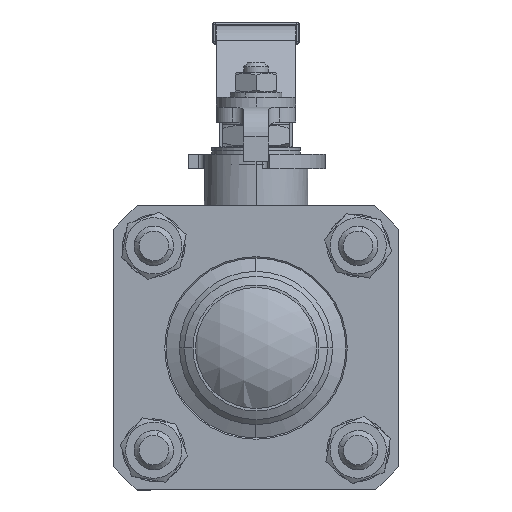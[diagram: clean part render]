
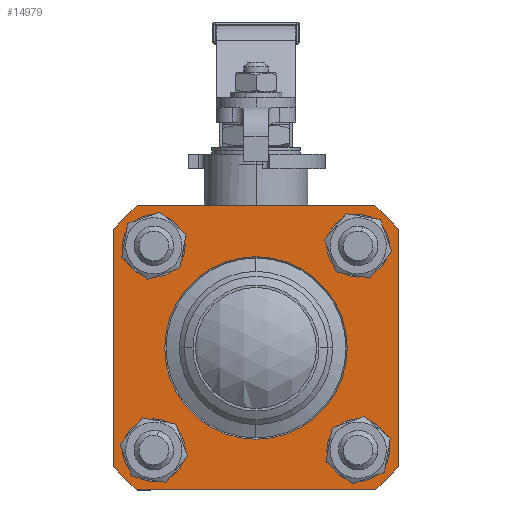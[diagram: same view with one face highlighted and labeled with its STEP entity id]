
A CAD part, left-side view. The second image highlights one B-rep face of the part: STEP entity #14979.
In plain terms, the highlighted planar face has unit normal (-1, 0, 0).
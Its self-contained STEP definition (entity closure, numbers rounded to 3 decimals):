
#2841=CARTESIAN_POINT('',(-13.,-41.366,-32.366));
#2842=VERTEX_POINT('',#2841);
#2851=CARTESIAN_POINT('',(-13.,-41.366,-50.366));
#2852=VERTEX_POINT('',#2851);
#2853=CARTESIAN_POINT('',(-13.,-41.366,-41.366));
#2854=DIRECTION('',(1.0,0.0,0.0));
#2855=DIRECTION('',(0.0,0.0,1.0));
#2856=AXIS2_PLACEMENT_3D('',#2853,#2854,#2855);
#2857=CIRCLE('',#2856,9.0);
#2858=EDGE_CURVE('',#2852,#2842,#2857,.T.);
#2890=CARTESIAN_POINT('',(-13.,41.366,50.366));
#2891=VERTEX_POINT('',#2890);
#2900=CARTESIAN_POINT('',(-13.,41.366,32.366));
#2901=VERTEX_POINT('',#2900);
#2902=CARTESIAN_POINT('',(-13.,41.366,41.366));
#2903=DIRECTION('',(1.0,0.0,0.0));
#2904=DIRECTION('',(0.0,0.0,1.0));
#2905=AXIS2_PLACEMENT_3D('',#2902,#2903,#2904);
#2906=CIRCLE('',#2905,9.0);
#2907=EDGE_CURVE('',#2901,#2891,#2906,.T.);
#2932=CARTESIAN_POINT('',(-13.,41.366,-32.366));
#2933=VERTEX_POINT('',#2932);
#2942=CARTESIAN_POINT('',(-13.,41.366,-50.366));
#2943=VERTEX_POINT('',#2942);
#2944=CARTESIAN_POINT('',(-13.,41.366,-41.366));
#2945=DIRECTION('',(1.0,0.0,0.0));
#2946=DIRECTION('',(0.0,0.0,1.0));
#2947=AXIS2_PLACEMENT_3D('',#2944,#2945,#2946);
#2948=CIRCLE('',#2947,9.0);
#2949=EDGE_CURVE('',#2943,#2933,#2948,.T.);
#2974=CARTESIAN_POINT('',(-13.,-41.366,50.366));
#2975=VERTEX_POINT('',#2974);
#2984=CARTESIAN_POINT('',(-13.,-41.366,32.366));
#2985=VERTEX_POINT('',#2984);
#2986=CARTESIAN_POINT('',(-13.,-41.366,41.366));
#2987=DIRECTION('',(1.0,0.0,0.0));
#2988=DIRECTION('',(0.0,0.0,1.0));
#2989=AXIS2_PLACEMENT_3D('',#2986,#2987,#2988);
#2990=CIRCLE('',#2989,9.0);
#2991=EDGE_CURVE('',#2985,#2975,#2990,.T.);
#3023=CARTESIAN_POINT('',(-13.,0.,36.959));
#3024=VERTEX_POINT('',#3023);
#3031=CARTESIAN_POINT('',(-13.,0.,-36.959));
#3032=VERTEX_POINT('',#3031);
#3033=CARTESIAN_POINT('',(-13.,0.,0.));
#3034=DIRECTION('',(1.0,0.0,0.0));
#3035=DIRECTION('',(0.0,0.0,1.0));
#3036=AXIS2_PLACEMENT_3D('',#3033,#3034,#3035);
#3037=CIRCLE('',#3036,36.959);
#3038=EDGE_CURVE('',#3032,#3024,#3037,.T.);
#14710=CARTESIAN_POINT('',(-13.,0.,0.));
#14711=DIRECTION('',(1.0,0.0,0.0));
#14712=DIRECTION('',(0.0,0.0,1.0));
#14713=AXIS2_PLACEMENT_3D('',#14710,#14711,#14712);
#14714=CIRCLE('',#14713,36.959);
#14715=EDGE_CURVE('',#3024,#3032,#14714,.T.);
#14728=CARTESIAN_POINT('',(-13.,-41.366,41.366));
#14729=DIRECTION('',(1.0,0.0,0.0));
#14730=DIRECTION('',(0.0,0.0,1.0));
#14731=AXIS2_PLACEMENT_3D('',#14728,#14729,#14730);
#14732=CIRCLE('',#14731,9.0);
#14733=EDGE_CURVE('',#2975,#2985,#14732,.T.);
#14747=CARTESIAN_POINT('',(-13.,41.366,-41.366));
#14748=DIRECTION('',(1.0,0.0,0.0));
#14749=DIRECTION('',(0.0,0.0,1.0));
#14750=AXIS2_PLACEMENT_3D('',#14747,#14748,#14749);
#14751=CIRCLE('',#14750,9.0);
#14752=EDGE_CURVE('',#2933,#2943,#14751,.T.);
#14766=CARTESIAN_POINT('',(-13.,41.366,41.366));
#14767=DIRECTION('',(1.0,0.0,0.0));
#14768=DIRECTION('',(0.0,0.0,1.0));
#14769=AXIS2_PLACEMENT_3D('',#14766,#14767,#14768);
#14770=CIRCLE('',#14769,9.0);
#14771=EDGE_CURVE('',#2891,#2901,#14770,.T.);
#14784=CARTESIAN_POINT('',(-13.,-41.366,-41.366));
#14785=DIRECTION('',(1.0,0.0,0.0));
#14786=DIRECTION('',(0.0,0.0,1.0));
#14787=AXIS2_PLACEMENT_3D('',#14784,#14785,#14786);
#14788=CIRCLE('',#14787,9.0);
#14789=EDGE_CURVE('',#2842,#2852,#14788,.T.);
#14800=CARTESIAN_POINT('',(-13.,57.5,-48.153));
#14801=VERTEX_POINT('',#14800);
#14808=CARTESIAN_POINT('',(-13.,57.5,48.153));
#14809=VERTEX_POINT('',#14808);
#14810=CARTESIAN_POINT('',(-13.,57.5,48.153));
#14811=DIRECTION('',(0.0,0.0,-1.0));
#14812=VECTOR('',#14811,96.307);
#14813=LINE('',#14810,#14812);
#14814=EDGE_CURVE('',#14809,#14801,#14813,.T.);
#14831=CARTESIAN_POINT('',(-13.,48.153,-57.5));
#14832=VERTEX_POINT('',#14831);
#14839=CARTESIAN_POINT('',(-13.,0.,0.));
#14840=DIRECTION('',(1.0,0.0,0.0));
#14841=DIRECTION('',(0.0,0.0,1.0));
#14842=AXIS2_PLACEMENT_3D('',#14839,#14840,#14841);
#14843=CIRCLE('',#14842,75.0);
#14844=EDGE_CURVE('',#14832,#14801,#14843,.T.);
#14856=CARTESIAN_POINT('',(-13.,-48.153,-57.5));
#14857=VERTEX_POINT('',#14856);
#14864=CARTESIAN_POINT('',(-13.,48.153,-57.5));
#14865=DIRECTION('',(0.0,-1.0,0.0));
#14866=VECTOR('',#14865,96.307);
#14867=LINE('',#14864,#14866);
#14868=EDGE_CURVE('',#14832,#14857,#14867,.T.);
#14880=CARTESIAN_POINT('',(-13.,-57.5,-48.153));
#14881=VERTEX_POINT('',#14880);
#14888=CARTESIAN_POINT('',(-13.,0.,0.));
#14889=DIRECTION('',(1.0,0.0,0.0));
#14890=DIRECTION('',(0.0,0.0,1.0));
#14891=AXIS2_PLACEMENT_3D('',#14888,#14889,#14890);
#14892=CIRCLE('',#14891,75.0);
#14893=EDGE_CURVE('',#14881,#14857,#14892,.T.);
#14905=CARTESIAN_POINT('',(-13.,-57.5,48.153));
#14906=VERTEX_POINT('',#14905);
#14913=CARTESIAN_POINT('',(-13.,-57.5,-48.153));
#14914=DIRECTION('',(0.0,0.0,1.0));
#14915=VECTOR('',#14914,96.307);
#14916=LINE('',#14913,#14915);
#14917=EDGE_CURVE('',#14881,#14906,#14916,.T.);
#14923=CARTESIAN_POINT('',(-13.,0.,55.979));
#14924=DIRECTION('',(-1.0,0.0,0.0));
#14925=DIRECTION('',(0.0,-1.0,0.0));
#14926=AXIS2_PLACEMENT_3D('',#14923,#14924,#14925);
#14927=PLANE('',#14926);
#14928=ORIENTED_EDGE('',*,*,#14814,.T.);
#14929=ORIENTED_EDGE('',*,*,#14844,.F.);
#14930=ORIENTED_EDGE('',*,*,#14868,.T.);
#14931=ORIENTED_EDGE('',*,*,#14893,.F.);
#14932=ORIENTED_EDGE('',*,*,#14917,.T.);
#14933=CARTESIAN_POINT('',(-13.,-48.153,57.5));
#14934=VERTEX_POINT('',#14933);
#14935=CARTESIAN_POINT('',(-13.,0.,0.));
#14936=DIRECTION('',(1.0,0.0,0.0));
#14937=DIRECTION('',(0.0,0.0,1.0));
#14938=AXIS2_PLACEMENT_3D('',#14935,#14936,#14937);
#14939=CIRCLE('',#14938,75.0);
#14940=EDGE_CURVE('',#14934,#14906,#14939,.T.);
#14941=ORIENTED_EDGE('',*,*,#14940,.F.);
#14942=CARTESIAN_POINT('',(-13.,48.153,57.5));
#14943=VERTEX_POINT('',#14942);
#14944=CARTESIAN_POINT('',(-13.,-48.153,57.5));
#14945=DIRECTION('',(0.0,1.0,0.0));
#14946=VECTOR('',#14945,96.307);
#14947=LINE('',#14944,#14946);
#14948=EDGE_CURVE('',#14934,#14943,#14947,.T.);
#14949=ORIENTED_EDGE('',*,*,#14948,.T.);
#14950=CARTESIAN_POINT('',(-13.,0.,0.));
#14951=DIRECTION('',(1.0,0.0,0.0));
#14952=DIRECTION('',(0.0,0.0,1.0));
#14953=AXIS2_PLACEMENT_3D('',#14950,#14951,#14952);
#14954=CIRCLE('',#14953,75.0);
#14955=EDGE_CURVE('',#14809,#14943,#14954,.T.);
#14956=ORIENTED_EDGE('',*,*,#14955,.F.);
#14957=EDGE_LOOP('',(#14928,#14929,#14930,#14931,#14932,#14941,#14949,#14956));
#14958=FACE_OUTER_BOUND('',#14957,.T.);
#14959=ORIENTED_EDGE('',*,*,#2991,.T.);
#14960=ORIENTED_EDGE('',*,*,#14733,.T.);
#14961=EDGE_LOOP('',(#14959,#14960));
#14962=FACE_BOUND('',#14961,.T.);
#14963=ORIENTED_EDGE('',*,*,#2949,.T.);
#14964=ORIENTED_EDGE('',*,*,#14752,.T.);
#14965=EDGE_LOOP('',(#14963,#14964));
#14966=FACE_BOUND('',#14965,.T.);
#14967=ORIENTED_EDGE('',*,*,#2907,.T.);
#14968=ORIENTED_EDGE('',*,*,#14771,.T.);
#14969=EDGE_LOOP('',(#14967,#14968));
#14970=FACE_BOUND('',#14969,.T.);
#14971=ORIENTED_EDGE('',*,*,#2858,.T.);
#14972=ORIENTED_EDGE('',*,*,#14789,.T.);
#14973=EDGE_LOOP('',(#14971,#14972));
#14974=FACE_BOUND('',#14973,.T.);
#14975=ORIENTED_EDGE('',*,*,#14715,.T.);
#14976=ORIENTED_EDGE('',*,*,#3038,.T.);
#14977=EDGE_LOOP('',(#14975,#14976));
#14978=FACE_BOUND('',#14977,.T.);
#14979=ADVANCED_FACE('',(#14958,#14962,#14966,#14970,#14974,#14978),#14927,.T.);
